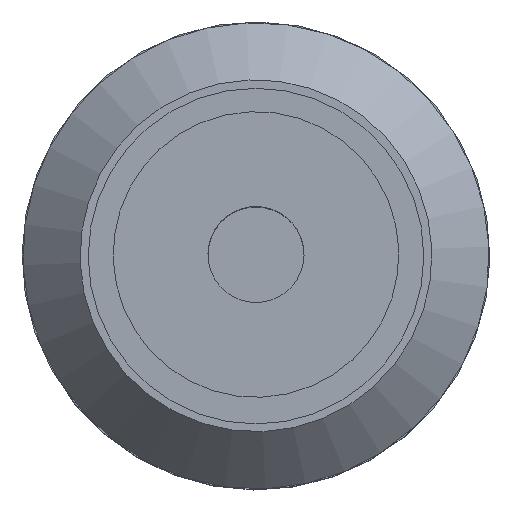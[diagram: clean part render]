
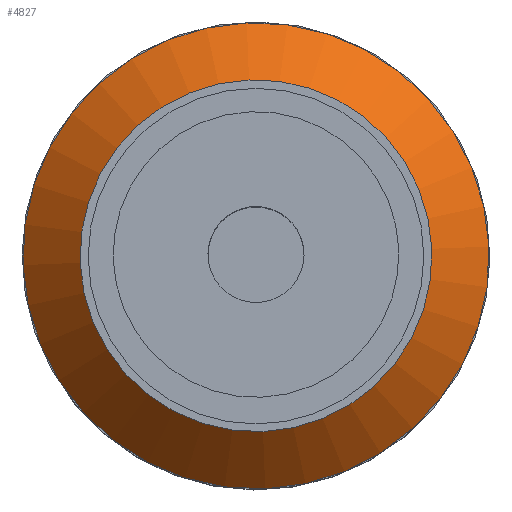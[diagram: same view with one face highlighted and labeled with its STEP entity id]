
A CAD part, top view. The second image highlights one B-rep face of the part: STEP entity #4827.
In plain terms, the highlighted conical face has half-angle 45 degrees and reference radius 5.535 mm.
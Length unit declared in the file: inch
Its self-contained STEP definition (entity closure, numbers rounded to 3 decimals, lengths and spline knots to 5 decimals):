
#19=CONICAL_SURFACE('',#5444,0.2179,0.785);
#689=LINE('',#8339,#1117);
#1117=VECTOR('',#6914,0.2179);
#1454=FACE_OUTER_BOUND('',#1768,.T.);
#1768=EDGE_LOOP('',(#4507,#4508,#4509,#4510));
#2023=CIRCLE('',#5445,0.24636);
#2024=CIRCLE('',#5446,0.32643);
#2480=VERTEX_POINT('',#8336);
#2481=VERTEX_POINT('',#8338);
#3157=EDGE_CURVE('',#2480,#2480,#2023,.T.);
#3158=EDGE_CURVE('',#2480,#2481,#689,.T.);
#3159=EDGE_CURVE('',#2481,#2481,#2024,.T.);
#4507=ORIENTED_EDGE('',*,*,#3157,.F.);
#4508=ORIENTED_EDGE('',*,*,#3158,.T.);
#4509=ORIENTED_EDGE('',*,*,#3159,.F.);
#4510=ORIENTED_EDGE('',*,*,#3158,.F.);
#4827=ADVANCED_FACE('',(#1454),#19,.T.);
#5444=AXIS2_PLACEMENT_3D('',#8335,#6910,#6911);
#5445=AXIS2_PLACEMENT_3D('',#8337,#6912,#6913);
#5446=AXIS2_PLACEMENT_3D('',#8340,#6915,#6916);
#6910=DIRECTION('center_axis',(0.,0.,-1.));
#6911=DIRECTION('ref_axis',(-0.225,0.974,0.));
#6912=DIRECTION('center_axis',(0.,0.,1.));
#6913=DIRECTION('ref_axis',(-0.225,0.974,0.));
#6914=DIRECTION('',(0.159,-0.689,-0.707));
#6915=DIRECTION('center_axis',(0.,0.,-1.));
#6916=DIRECTION('ref_axis',(-0.225,0.974,0.));
#8335=CARTESIAN_POINT('Origin',(-1.06344,0.56315,1.57354));
#8336=CARTESIAN_POINT('',(-1.00808,0.32309,1.54507));
#8337=CARTESIAN_POINT('Origin',(-1.06344,0.56315,1.54507));
#8338=CARTESIAN_POINT('',(-0.99009,0.24506,1.465));
#8339=CARTESIAN_POINT('',(-1.01448,0.35083,1.57354));
#8340=CARTESIAN_POINT('Origin',(-1.06344,0.56315,1.465));
